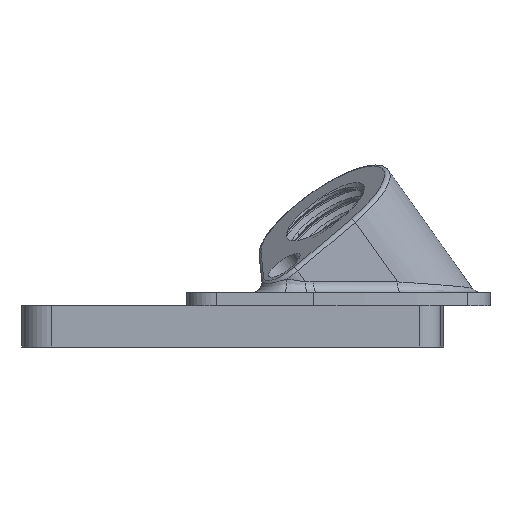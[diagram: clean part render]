
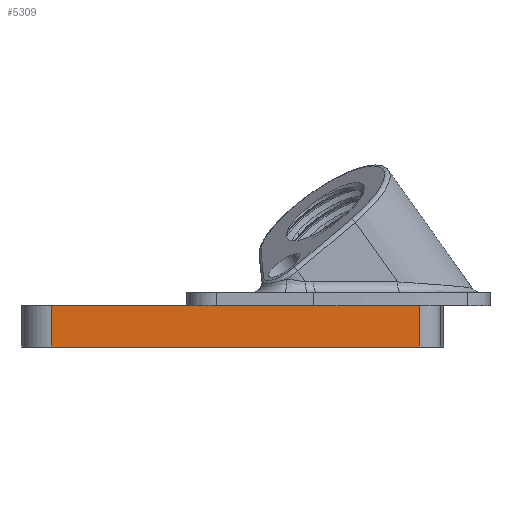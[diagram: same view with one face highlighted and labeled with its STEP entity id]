
A CAD part, left-side view. The second image highlights one B-rep face of the part: STEP entity #5309.
In plain terms, the highlighted planar face has unit normal (-1, 0, 0).
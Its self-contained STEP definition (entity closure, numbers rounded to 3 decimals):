
#1997 = PLANE('',#1998);
#1998 = AXIS2_PLACEMENT_3D('',#1999,#2000,#2001);
#1999 = CARTESIAN_POINT('',(0.,0.,-1.6));
#2000 = DIRECTION('',(0.,0.,1.));
#2001 = DIRECTION('',(1.,0.,0.));
#2460 = VERTEX_POINT('',#2461);
#2461 = CARTESIAN_POINT('',(-72.8,18.4,-1.6));
#2475 = PLANE('',#2476);
#2476 = AXIS2_PLACEMENT_3D('',#2477,#2478,#2479);
#2477 = CARTESIAN_POINT('',(0.,12.8,-1.6));
#2478 = DIRECTION('',(0.,0.,-1.));
#2479 = DIRECTION('',(-1.,0.,0.));
#3988 = EDGE_CURVE('',#2460,#3989,#3991,.T.);
#3989 = VERTEX_POINT('',#3990);
#3990 = CARTESIAN_POINT('',(-72.8,-9.8,-1.6));
#3991 = SURFACE_CURVE('',#3992,(#3996,#4003),.PCURVE_S1.);
#3992 = LINE('',#3993,#3994);
#3993 = CARTESIAN_POINT('',(-72.8,-4.9,-1.6));
#3994 = VECTOR('',#3995,1.);
#3995 = DIRECTION('',(0.,-1.,0.));
#3996 = PCURVE('',#1997,#3997);
#3997 = DEFINITIONAL_REPRESENTATION('',(#3998),#4002);
#3998 = LINE('',#3999,#4000);
#3999 = CARTESIAN_POINT('',(-72.8,-4.9));
#4000 = VECTOR('',#4001,1.);
#4001 = DIRECTION('',(0.,-1.));
#4002 = ( GEOMETRIC_REPRESENTATION_CONTEXT(2) 
PARAMETRIC_REPRESENTATION_CONTEXT() REPRESENTATION_CONTEXT('2D SPACE',''
  ) );
#4003 = PCURVE('',#4004,#4009);
#4004 = PLANE('',#4005);
#4005 = AXIS2_PLACEMENT_3D('',#4006,#4007,#4008);
#4006 = CARTESIAN_POINT('',(-72.8,-9.8,-1.6));
#4007 = DIRECTION('',(-1.,0.,0.));
#4008 = DIRECTION('',(0.,1.,0.));
#4009 = DEFINITIONAL_REPRESENTATION('',(#4010),#4014);
#4010 = LINE('',#4011,#4012);
#4011 = CARTESIAN_POINT('',(4.9,0.));
#4012 = VECTOR('',#4013,1.);
#4013 = DIRECTION('',(-1.,0.));
#4014 = ( GEOMETRIC_REPRESENTATION_CONTEXT(2) 
PARAMETRIC_REPRESENTATION_CONTEXT() REPRESENTATION_CONTEXT('2D SPACE',''
  ) );
#4033 = CYLINDRICAL_SURFACE('',#4034,2.6);
#4034 = AXIS2_PLACEMENT_3D('',#4035,#4036,#4037);
#4035 = CARTESIAN_POINT('',(-70.2,-9.8,-1.6));
#4036 = DIRECTION('',(0.,0.,-1.));
#4037 = DIRECTION('',(0.,-1.,0.));
#4559 = VERTEX_POINT('',#4560);
#4560 = CARTESIAN_POINT('',(-72.8,34.8,-1.6));
#4575 = CYLINDRICAL_SURFACE('',#4576,3.6);
#4576 = AXIS2_PLACEMENT_3D('',#4577,#4578,#4579);
#4577 = CARTESIAN_POINT('',(-69.2,34.8,-1.6));
#4578 = DIRECTION('',(0.,0.,-1.));
#4579 = DIRECTION('',(-1.,0.,0.));
#4587 = EDGE_CURVE('',#2460,#4559,#4588,.T.);
#4588 = SURFACE_CURVE('',#4589,(#4593,#4600),.PCURVE_S1.);
#4589 = LINE('',#4590,#4591);
#4590 = CARTESIAN_POINT('',(-72.8,-9.8,-1.6));
#4591 = VECTOR('',#4592,1.);
#4592 = DIRECTION('',(0.,1.,0.));
#4593 = PCURVE('',#2475,#4594);
#4594 = DEFINITIONAL_REPRESENTATION('',(#4595),#4599);
#4595 = LINE('',#4596,#4597);
#4596 = CARTESIAN_POINT('',(72.8,-22.6));
#4597 = VECTOR('',#4598,1.);
#4598 = DIRECTION('',(0.,1.));
#4599 = ( GEOMETRIC_REPRESENTATION_CONTEXT(2) 
PARAMETRIC_REPRESENTATION_CONTEXT() REPRESENTATION_CONTEXT('2D SPACE',''
  ) );
#4600 = PCURVE('',#4004,#4601);
#4601 = DEFINITIONAL_REPRESENTATION('',(#4602),#4606);
#4602 = LINE('',#4603,#4604);
#4603 = CARTESIAN_POINT('',(0.,0.));
#4604 = VECTOR('',#4605,1.);
#4605 = DIRECTION('',(1.,0.));
#4606 = ( GEOMETRIC_REPRESENTATION_CONTEXT(2) 
PARAMETRIC_REPRESENTATION_CONTEXT() REPRESENTATION_CONTEXT('2D SPACE',''
  ) );
#5309 = ADVANCED_FACE('',(#5310),#4004,.T.);
#5310 = FACE_BOUND('',#5311,.T.);
#5311 = EDGE_LOOP('',(#5312,#5313,#5314,#5337,#5365));
#5312 = ORIENTED_EDGE('',*,*,#3988,.F.);
#5313 = ORIENTED_EDGE('',*,*,#4587,.T.);
#5314 = ORIENTED_EDGE('',*,*,#5315,.T.);
#5315 = EDGE_CURVE('',#4559,#5316,#5318,.T.);
#5316 = VERTEX_POINT('',#5317);
#5317 = CARTESIAN_POINT('',(-72.8,34.8,-6.6));
#5318 = SURFACE_CURVE('',#5319,(#5323,#5330),.PCURVE_S1.);
#5319 = LINE('',#5320,#5321);
#5320 = CARTESIAN_POINT('',(-72.8,34.8,-1.6));
#5321 = VECTOR('',#5322,1.);
#5322 = DIRECTION('',(0.,0.,-1.));
#5323 = PCURVE('',#4004,#5324);
#5324 = DEFINITIONAL_REPRESENTATION('',(#5325),#5329);
#5325 = LINE('',#5326,#5327);
#5326 = CARTESIAN_POINT('',(44.6,0.));
#5327 = VECTOR('',#5328,1.);
#5328 = DIRECTION('',(0.,1.));
#5329 = ( GEOMETRIC_REPRESENTATION_CONTEXT(2) 
PARAMETRIC_REPRESENTATION_CONTEXT() REPRESENTATION_CONTEXT('2D SPACE',''
  ) );
#5330 = PCURVE('',#4575,#5331);
#5331 = DEFINITIONAL_REPRESENTATION('',(#5332),#5336);
#5332 = LINE('',#5333,#5334);
#5333 = CARTESIAN_POINT('',(0.,0.));
#5334 = VECTOR('',#5335,1.);
#5335 = DIRECTION('',(0.,1.));
#5336 = ( GEOMETRIC_REPRESENTATION_CONTEXT(2) 
PARAMETRIC_REPRESENTATION_CONTEXT() REPRESENTATION_CONTEXT('2D SPACE',''
  ) );
#5337 = ORIENTED_EDGE('',*,*,#5338,.F.);
#5338 = EDGE_CURVE('',#5339,#5316,#5341,.T.);
#5339 = VERTEX_POINT('',#5340);
#5340 = CARTESIAN_POINT('',(-72.8,-9.8,-6.6));
#5341 = SURFACE_CURVE('',#5342,(#5346,#5353),.PCURVE_S1.);
#5342 = LINE('',#5343,#5344);
#5343 = CARTESIAN_POINT('',(-72.8,-9.8,-6.6));
#5344 = VECTOR('',#5345,1.);
#5345 = DIRECTION('',(0.,1.,0.));
#5346 = PCURVE('',#4004,#5347);
#5347 = DEFINITIONAL_REPRESENTATION('',(#5348),#5352);
#5348 = LINE('',#5349,#5350);
#5349 = CARTESIAN_POINT('',(0.,5.));
#5350 = VECTOR('',#5351,1.);
#5351 = DIRECTION('',(1.,0.));
#5352 = ( GEOMETRIC_REPRESENTATION_CONTEXT(2) 
PARAMETRIC_REPRESENTATION_CONTEXT() REPRESENTATION_CONTEXT('2D SPACE',''
  ) );
#5353 = PCURVE('',#5354,#5359);
#5354 = PLANE('',#5355);
#5355 = AXIS2_PLACEMENT_3D('',#5356,#5357,#5358);
#5356 = CARTESIAN_POINT('',(0.,12.8,-6.6));
#5357 = DIRECTION('',(0.,0.,-1.));
#5358 = DIRECTION('',(-1.,0.,0.));
#5359 = DEFINITIONAL_REPRESENTATION('',(#5360),#5364);
#5360 = LINE('',#5361,#5362);
#5361 = CARTESIAN_POINT('',(72.8,-22.6));
#5362 = VECTOR('',#5363,1.);
#5363 = DIRECTION('',(0.,1.));
#5364 = ( GEOMETRIC_REPRESENTATION_CONTEXT(2) 
PARAMETRIC_REPRESENTATION_CONTEXT() REPRESENTATION_CONTEXT('2D SPACE',''
  ) );
#5365 = ORIENTED_EDGE('',*,*,#5366,.F.);
#5366 = EDGE_CURVE('',#3989,#5339,#5367,.T.);
#5367 = SURFACE_CURVE('',#5368,(#5372,#5379),.PCURVE_S1.);
#5368 = LINE('',#5369,#5370);
#5369 = CARTESIAN_POINT('',(-72.8,-9.8,-1.6));
#5370 = VECTOR('',#5371,1.);
#5371 = DIRECTION('',(0.,0.,-1.));
#5372 = PCURVE('',#4004,#5373);
#5373 = DEFINITIONAL_REPRESENTATION('',(#5374),#5378);
#5374 = LINE('',#5375,#5376);
#5375 = CARTESIAN_POINT('',(0.,0.));
#5376 = VECTOR('',#5377,1.);
#5377 = DIRECTION('',(0.,1.));
#5378 = ( GEOMETRIC_REPRESENTATION_CONTEXT(2) 
PARAMETRIC_REPRESENTATION_CONTEXT() REPRESENTATION_CONTEXT('2D SPACE',''
  ) );
#5379 = PCURVE('',#4033,#5380);
#5380 = DEFINITIONAL_REPRESENTATION('',(#5381),#5385);
#5381 = LINE('',#5382,#5383);
#5382 = CARTESIAN_POINT('',(1.571,0.));
#5383 = VECTOR('',#5384,1.);
#5384 = DIRECTION('',(0.,1.));
#5385 = ( GEOMETRIC_REPRESENTATION_CONTEXT(2) 
PARAMETRIC_REPRESENTATION_CONTEXT() REPRESENTATION_CONTEXT('2D SPACE',''
  ) );
